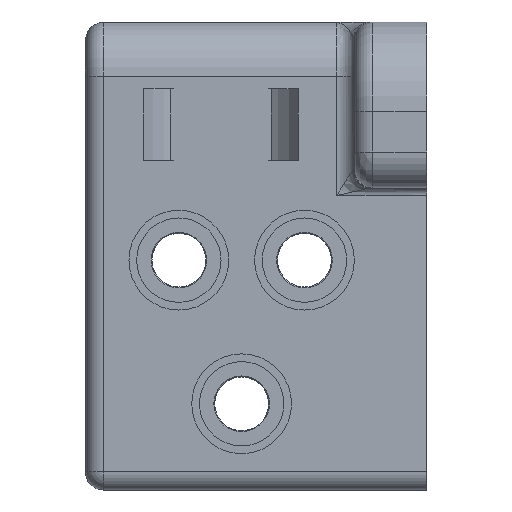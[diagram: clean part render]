
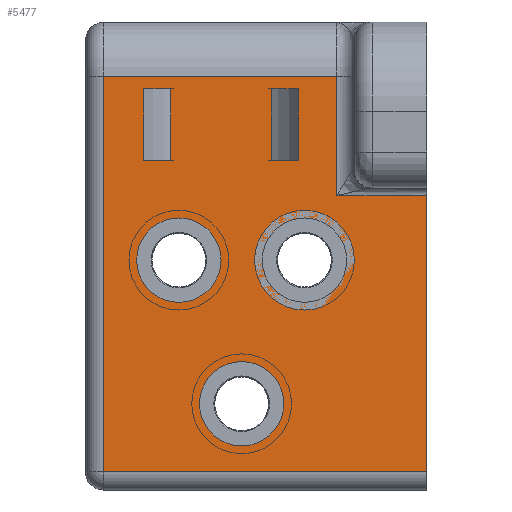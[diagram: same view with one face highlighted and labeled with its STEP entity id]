
A CAD part, top view. The second image highlights one B-rep face of the part: STEP entity #5477.
In plain terms, the highlighted planar face has unit normal (0, 0, 1).
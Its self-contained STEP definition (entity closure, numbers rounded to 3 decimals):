
#58=FACE_BOUND('',#1217,.T.);
#59=FACE_BOUND('',#1218,.T.);
#60=FACE_BOUND('',#1219,.T.);
#61=FACE_BOUND('',#1220,.T.);
#62=FACE_BOUND('',#1221,.T.);
#86=PLANE('',#6062);
#904=FACE_OUTER_BOUND('',#1216,.T.);
#1216=EDGE_LOOP('',(#5144,#5145,#5146,#5147,#5148,#5149));
#1217=EDGE_LOOP('',(#5150,#5151,#5152,#5153));
#1218=EDGE_LOOP('',(#5154,#5155,#5156,#5157));
#1219=EDGE_LOOP('',(#5158));
#1220=EDGE_LOOP('',(#5159));
#1221=EDGE_LOOP('',(#5160));
#1450=LINE('',#11391,#1750);
#1451=LINE('',#11394,#1751);
#1452=LINE('',#11397,#1752);
#1453=LINE('',#11399,#1753);
#1454=LINE('',#11403,#1754);
#1455=LINE('',#11405,#1755);
#1456=LINE('',#11408,#1756);
#1457=LINE('',#11409,#1757);
#1492=LINE('',#11703,#1792);
#1511=LINE('',#11956,#1811);
#1513=LINE('',#11962,#1813);
#1514=LINE('',#11972,#1814);
#1520=LINE('',#11996,#1820);
#1521=LINE('',#12000,#1821);
#1750=VECTOR('',#7154,10.);
#1751=VECTOR('',#7157,10.);
#1752=VECTOR('',#7160,10.);
#1753=VECTOR('',#7161,10.);
#1754=VECTOR('',#7166,10.);
#1755=VECTOR('',#7167,10.);
#1756=VECTOR('',#7172,10.);
#1757=VECTOR('',#7173,10.);
#1792=VECTOR('',#7356,10.);
#1811=VECTOR('',#7439,10.);
#1813=VECTOR('',#7445,10.);
#1814=VECTOR('',#7458,10.);
#1820=VECTOR('',#7492,10.);
#1821=VECTOR('',#7499,10.);
#2025=CIRCLE('',#5932,2.35);
#2027=CIRCLE('',#5935,2.35);
#2029=CIRCLE('',#5938,2.35);
#2547=VERTEX_POINT('',#11387);
#2548=VERTEX_POINT('',#11388);
#2549=VERTEX_POINT('',#11390);
#2550=VERTEX_POINT('',#11392);
#2551=VERTEX_POINT('',#11396);
#2552=VERTEX_POINT('',#11398);
#2553=VERTEX_POINT('',#11402);
#2554=VERTEX_POINT('',#11404);
#2555=VERTEX_POINT('',#11411);
#2557=VERTEX_POINT('',#11417);
#2561=VERTEX_POINT('',#11466);
#2615=VERTEX_POINT('',#11700);
#2616=VERTEX_POINT('',#11702);
#2624=VERTEX_POINT('',#11771);
#2641=VERTEX_POINT('',#11960);
#2643=VERTEX_POINT('',#11969);
#2644=VERTEX_POINT('',#11971);
#3323=EDGE_CURVE('',#2549,#2547,#1450,.T.);
#3325=EDGE_CURVE('',#2548,#2550,#1451,.T.);
#3326=EDGE_CURVE('',#2550,#2551,#1452,.T.);
#3327=EDGE_CURVE('',#2552,#2549,#1453,.T.);
#3329=EDGE_CURVE('',#2547,#2553,#1454,.T.);
#3330=EDGE_CURVE('',#2554,#2548,#1455,.T.);
#3332=EDGE_CURVE('',#2551,#2554,#1456,.T.);
#3333=EDGE_CURVE('',#2553,#2552,#1457,.T.);
#3334=EDGE_CURVE('',#2555,#2555,#2025,.T.);
#3337=EDGE_CURVE('',#2557,#2557,#2027,.T.);
#3342=EDGE_CURVE('',#2561,#2561,#2029,.T.);
#3422=EDGE_CURVE('',#2615,#2616,#1492,.T.);
#3464=EDGE_CURVE('',#2624,#2615,#1511,.T.);
#3467=EDGE_CURVE('',#2641,#2624,#1513,.T.);
#3471=EDGE_CURVE('',#2643,#2644,#1514,.T.);
#3485=EDGE_CURVE('',#2616,#2643,#1520,.T.);
#3486=EDGE_CURVE('',#2644,#2641,#1521,.T.);
#5144=ORIENTED_EDGE('',*,*,#3467,.F.);
#5145=ORIENTED_EDGE('',*,*,#3486,.F.);
#5146=ORIENTED_EDGE('',*,*,#3471,.F.);
#5147=ORIENTED_EDGE('',*,*,#3485,.F.);
#5148=ORIENTED_EDGE('',*,*,#3422,.F.);
#5149=ORIENTED_EDGE('',*,*,#3464,.F.);
#5150=ORIENTED_EDGE('',*,*,#3325,.T.);
#5151=ORIENTED_EDGE('',*,*,#3326,.T.);
#5152=ORIENTED_EDGE('',*,*,#3332,.T.);
#5153=ORIENTED_EDGE('',*,*,#3330,.T.);
#5154=ORIENTED_EDGE('',*,*,#3323,.T.);
#5155=ORIENTED_EDGE('',*,*,#3329,.T.);
#5156=ORIENTED_EDGE('',*,*,#3333,.T.);
#5157=ORIENTED_EDGE('',*,*,#3327,.T.);
#5158=ORIENTED_EDGE('',*,*,#3334,.T.);
#5159=ORIENTED_EDGE('',*,*,#3337,.T.);
#5160=ORIENTED_EDGE('',*,*,#3342,.T.);
#5477=ADVANCED_FACE('',(#904,#58,#59,#60,#61,#62),#86,.T.);
#5932=AXIS2_PLACEMENT_3D('',#11412,#7176,#7177);
#5935=AXIS2_PLACEMENT_3D('',#11418,#7183,#7184);
#5938=AXIS2_PLACEMENT_3D('',#11467,#7190,#7191);
#6062=AXIS2_PLACEMENT_3D('',#12001,#7500,#7501);
#7154=DIRECTION('',(-1.,0.,0.));
#7157=DIRECTION('',(-1.,0.,0.));
#7160=DIRECTION('',(0.,1.,0.));
#7161=DIRECTION('',(0.,-1.,0.));
#7166=DIRECTION('',(0.,1.,0.));
#7167=DIRECTION('',(0.,-1.,0.));
#7172=DIRECTION('',(1.,0.,0.));
#7173=DIRECTION('',(1.,0.,0.));
#7176=DIRECTION('center_axis',(0.,0.,
-1.));
#7177=DIRECTION('ref_axis',(0.,-1.,0.));
#7183=DIRECTION('center_axis',(0.,0.,
-1.));
#7184=DIRECTION('ref_axis',(0.,-1.,0.));
#7190=DIRECTION('center_axis',(0.,0.,
-1.));
#7191=DIRECTION('ref_axis',(0.,-1.,0.));
#7356=DIRECTION('',(0.,-1.,0.));
#7439=DIRECTION('',(1.,0.,0.));
#7445=DIRECTION('',(0.,-1.,0.));
#7458=DIRECTION('',(0.,1.,0.));
#7492=DIRECTION('',(-1.,0.,0.));
#7499=DIRECTION('',(1.,0.,0.));
#7500=DIRECTION('center_axis',(0.,0.,
1.));
#7501=DIRECTION('ref_axis',(0.,-1.,0.));
#11387=CARTESIAN_POINT('',(-88.489,141.342,67.362));
#11388=CARTESIAN_POINT('',(-79.869,141.342,67.362));
#11390=CARTESIAN_POINT('',(-86.989,141.342,67.362));
#11391=CARTESIAN_POINT('',(-87.954,141.342,67.362));
#11392=CARTESIAN_POINT('',(-81.369,141.342,67.362));
#11394=CARTESIAN_POINT('',(-87.954,141.342,67.362));
#11396=CARTESIAN_POINT('',(-81.369,145.342,67.362));
#11397=CARTESIAN_POINT('',(-81.369,143.342,67.362));
#11398=CARTESIAN_POINT('',(-86.989,145.342,67.362));
#11399=CARTESIAN_POINT('',(-86.989,143.342,67.362));
#11402=CARTESIAN_POINT('',(-88.489,145.342,67.362));
#11403=CARTESIAN_POINT('',(-88.489,143.342,67.362));
#11404=CARTESIAN_POINT('',(-79.869,145.342,67.362));
#11405=CARTESIAN_POINT('',(-79.869,143.342,67.362));
#11408=CARTESIAN_POINT('',(-87.954,145.342,67.362));
#11409=CARTESIAN_POINT('',(-87.954,145.342,67.362));
#11411=CARTESIAN_POINT('',(-86.529,138.14,67.362));
#11412=CARTESIAN_POINT('Origin',(-86.529,135.79,67.362));
#11417=CARTESIAN_POINT('',(-79.529,138.14,67.362));
#11418=CARTESIAN_POINT('Origin',(-79.529,135.79,67.362));
#11466=CARTESIAN_POINT('',(-83.029,130.14,67.362));
#11467=CARTESIAN_POINT('Origin',(-83.029,127.79,67.362));
#11700=CARTESIAN_POINT('',(-72.729,139.39,67.362));
#11702=CARTESIAN_POINT('',(-72.729,123.99,67.362));
#11703=CARTESIAN_POINT('',(-72.729,134.728,67.362));
#11771=CARTESIAN_POINT('',(-77.729,139.39,67.362));
#11956=CARTESIAN_POINT('',(-91.729,139.39,67.362));
#11960=CARTESIAN_POINT('',(-77.729,146.042,67.362));
#11962=CARTESIAN_POINT('',(-77.729,137.993,67.362));
#11969=CARTESIAN_POINT('',(-90.729,123.99,67.362));
#11971=CARTESIAN_POINT('',(-90.729,146.042,67.362));
#11972=CARTESIAN_POINT('',(-90.729,134.728,67.362));
#11996=CARTESIAN_POINT('',(-91.729,123.99,67.362));
#12000=CARTESIAN_POINT('',(-91.729,146.042,67.362));
#12001=CARTESIAN_POINT('Origin',(-91.729,139.79,67.362));
